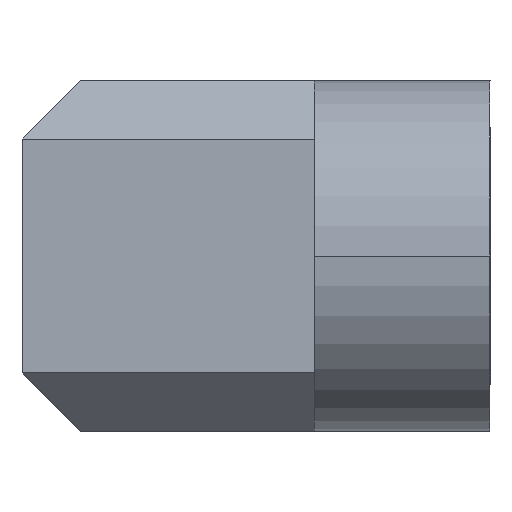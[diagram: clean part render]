
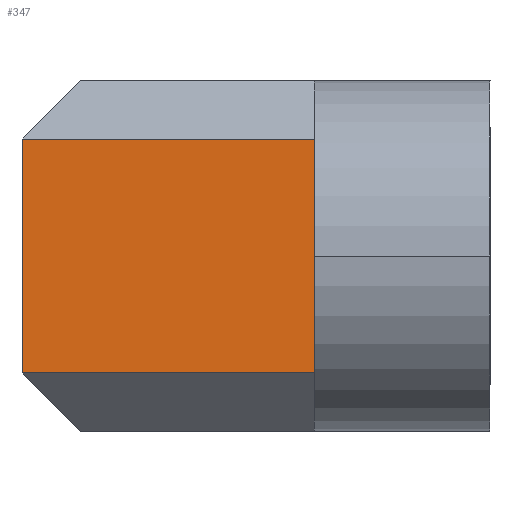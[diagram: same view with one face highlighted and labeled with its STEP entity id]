
A CAD part, front view. The second image highlights one B-rep face of the part: STEP entity #347.
In plain terms, the highlighted planar face has unit normal (0, -1, 0).
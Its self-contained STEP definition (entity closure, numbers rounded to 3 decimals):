
#4 = CARTESIAN_POINT ( 'NONE',  ( -7.5, 70., 15. ) ) ;
#20 = ORIENTED_EDGE ( 'NONE', *, *, #469, .T. ) ;
#21 = CARTESIAN_POINT ( 'NONE',  ( -7.5, 70., 2.5 ) ) ;
#27 = VERTEX_POINT ( 'NONE', #616 ) ;
#33 = VECTOR ( 'NONE', #178, 1000. ) ;
#35 = CARTESIAN_POINT ( 'NONE',  ( -7.5, 70., 15. ) ) ;
#55 = LINE ( 'NONE', #726, #33 ) ;
#127 = VERTEX_POINT ( 'NONE', #555 ) ;
#178 = DIRECTION ( 'NONE',  ( 0., 0., -1. ) ) ;
#185 = VERTEX_POINT ( 'NONE', #416 ) ;
#196 = CARTESIAN_POINT ( 'NONE',  ( -7.5, 70., 2.5 ) ) ;
#247 = FACE_OUTER_BOUND ( 'NONE', #500, .T. ) ;
#346 = AXIS2_PLACEMENT_3D ( 'NONE', #4, #605, #671 ) ;
#347 = ADVANCED_FACE ( 'NONE', ( #247 ), #537, .F. ) ;
#355 = DIRECTION ( 'NONE',  ( -1., 0., 0. ) ) ;
#399 = VECTOR ( 'NONE', #684, 1000. ) ;
#416 = CARTESIAN_POINT ( 'NONE',  ( -20., 70., 12.5 ) ) ;
#418 = LINE ( 'NONE', #535, #661 ) ;
#427 = ORIENTED_EDGE ( 'NONE', *, *, #764, .F. ) ;
#430 = ORIENTED_EDGE ( 'NONE', *, *, #782, .T. ) ;
#464 = VECTOR ( 'NONE', #733, 1000. ) ;
#469 = EDGE_CURVE ( 'NONE', #185, #27, #55, .T. ) ;
#500 = EDGE_LOOP ( 'NONE', ( #20, #664, #427, #430 ) ) ;
#535 = CARTESIAN_POINT ( 'NONE',  ( -20., 70., 12.5 ) ) ;
#537 = PLANE ( 'NONE',  #346 ) ;
#555 = CARTESIAN_POINT ( 'NONE',  ( -7.5, 70., 12.5 ) ) ;
#580 = LINE ( 'NONE', #35, #464 ) ;
#582 = EDGE_CURVE ( 'NONE', #27, #610, #689, .T. ) ;
#605 = DIRECTION ( 'NONE',  ( 0., 1., 0. ) ) ;
#610 = VERTEX_POINT ( 'NONE', #196 ) ;
#616 = CARTESIAN_POINT ( 'NONE',  ( -20., 70., 2.5 ) ) ;
#661 = VECTOR ( 'NONE', #355, 1000. ) ;
#664 = ORIENTED_EDGE ( 'NONE', *, *, #582, .T. ) ;
#671 = DIRECTION ( 'NONE',  ( 0., 0., 1. ) ) ;
#684 = DIRECTION ( 'NONE',  ( 1., 0., 0. ) ) ;
#689 = LINE ( 'NONE', #21, #399 ) ;
#726 = CARTESIAN_POINT ( 'NONE',  ( -20., 70., 15. ) ) ;
#733 = DIRECTION ( 'NONE',  ( 0., 0., -1. ) ) ;
#764 = EDGE_CURVE ( 'NONE', #127, #610, #580, .T. ) ;
#782 = EDGE_CURVE ( 'NONE', #127, #185, #418, .T. ) ;
